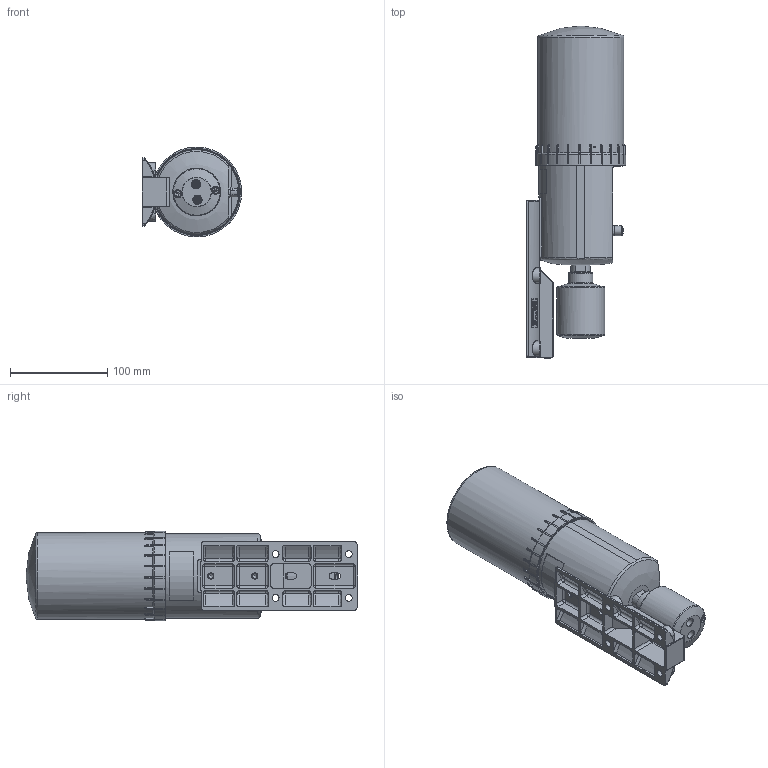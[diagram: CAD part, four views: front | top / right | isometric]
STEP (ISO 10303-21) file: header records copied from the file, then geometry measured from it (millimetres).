
FILE_DESCRIPTION((''),'2;1');
FILE_NAME('perma_PRO_LC500_MP-2_Halterung.stp','2010-04-21T09:03:02',('002164'),(''),'Autodesk Inventor 2010','Autodesk Inventor 2010','');
FILE_SCHEMA(('AUTOMOTIVE_DESIGN { 1 0 10303 214 1 1 1 1 }'));
Length unit declared in the file: millimetre
Products named in the file (1): Bauteil1
Bounding box: 101.89 x 340.6 x 92.19 mm (x, y, z)
Volume: 384321.8 mm3; surface area: 312317.3 mm2
Topology: 9 solids, 9 shells, 3022 faces, 8308 edges, 5290 vertices
Faces by surface type: plane 1423, cylinder 933, bspline 446, torus 108, cone 102, sphere 10
Full cylindrical faces by diameter (mm): 1 x4, 2 x1, 2.5 x4, 3 x7, 3.044 x4, 3.3 x2, 4 x2, 4.5 x2, 5.45 x1, 5.5 x1, 6.25 x2, 6.5 x2, 7 x2, 8 x2, 8.1 x2, 8.5 x5, 9 x1, 9.5 x1, 9.9 x1, 10 x3, 10.4 x1, 12 x1, 12.5 x1, 14.193 x2, 15.1 x1, 16.663 x1, 18 x1, 25 x1, 29 x1, 33 x2
Entity records: 109994 total; most frequent: CARTESIAN_POINT 34295, ORIENTED_EDGE 15936, DIRECTION 14506, EDGE_CURVE 7968, AXIS2_PLACEMENT_3D 5260, VERTEX_POINT 5202, VECTOR 3986, LINE 3986
